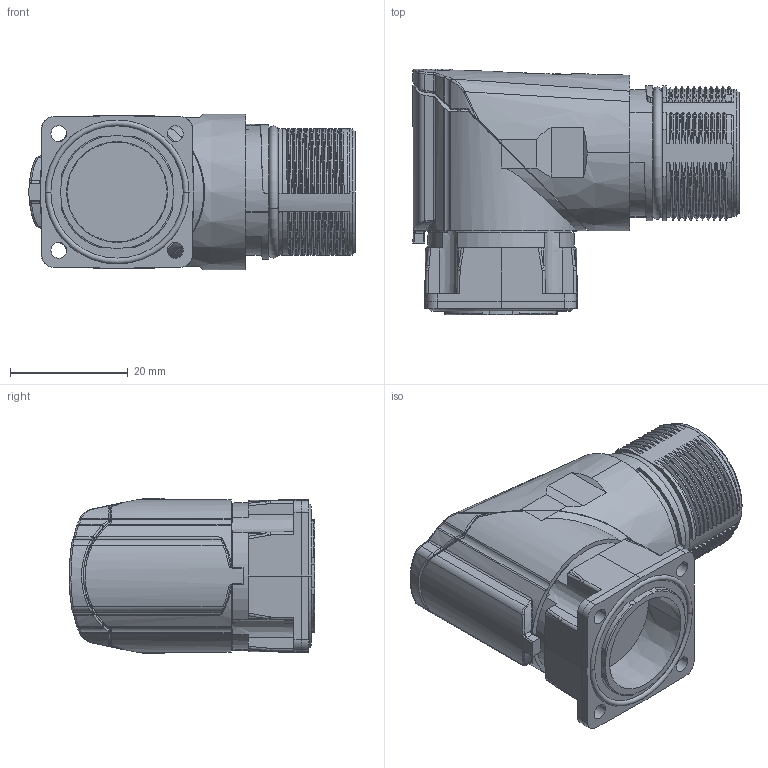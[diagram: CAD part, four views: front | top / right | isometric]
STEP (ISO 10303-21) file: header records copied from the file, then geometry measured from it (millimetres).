
FILE_DESCRIPTION((''),'2;1');
FILE_NAME('HR23-BKP-SE-OD2-7_SW0002','2020-06-02T',('tc.chen'),(''),'PRO/ENGINEER BY PARAMETRIC TECHNOLOGY CORPORATION, 2012480','PRO/ENGINEER BY PARAMETRIC TECHNOLOGY CORPORATION, 2012480','');
FILE_SCHEMA(('AUTOMOTIVE_DESIGN { 1 0 10303 214 1 1 1 1 }'));
Length unit declared in the file: millimetre
Products named in the file (1): HR23-BKP-SE-OD2-7_SW0002
Bounding box: 55.5 x 41.79 x 26.5 mm (x, y, z)
Volume: 30822.8 mm3; surface area: 9646 mm2
Topology: 1 solids, 1 shells, 766 faces, 2059 edges, 1332 vertices
Faces by surface type: bspline 291, plane 208, cylinder 208, cone 41, torus 18
Entity records: 42962 total; most frequent: CARTESIAN_POINT 20298, ORIENTED_EDGE 4118, DIRECTION 2447, EDGE_CURVE 2059, VERTEX_POINT 1332, B_SPLINE_CURVE_WITH_KNOTS 954, FILL_AREA_STYLE_COLOUR 903, FILL_AREA_STYLE 903
